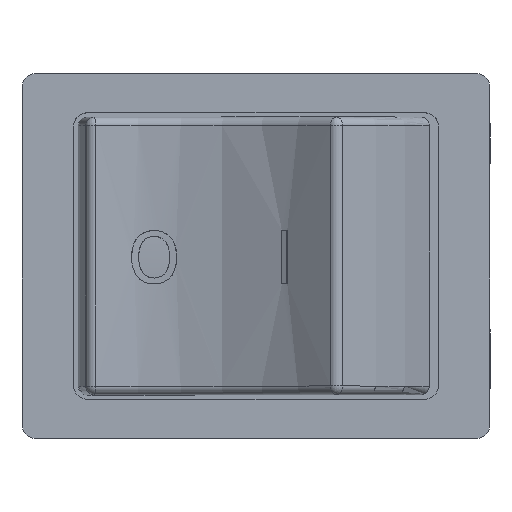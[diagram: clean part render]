
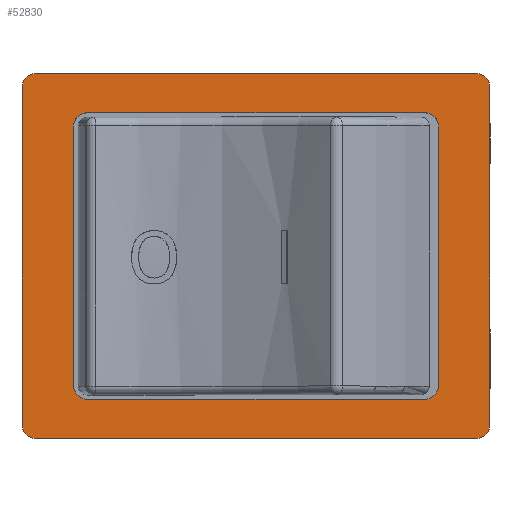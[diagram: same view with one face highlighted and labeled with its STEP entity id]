
A CAD part, top view. The second image highlights one B-rep face of the part: STEP entity #52830.
In plain terms, the highlighted planar face has unit normal (0, 0, 1).
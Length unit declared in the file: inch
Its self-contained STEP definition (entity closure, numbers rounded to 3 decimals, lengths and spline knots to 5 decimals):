
#52685=CARTESIAN_POINT('',(0.69291,0.54134,0.7874));
#52686=DIRECTION('',(0.0,0.0,1.0));
#52687=DIRECTION('',(1.0,0.0,0.0));
#52688=AXIS2_PLACEMENT_3D('',#52685,#52686,#52687);
#52689=PLANE('',#52688);
#52690=CARTESIAN_POINT('',(0.62992,-0.45276,0.7874));
#52691=VERTEX_POINT('',#52690);
#52692=CARTESIAN_POINT('',(0.59055,-0.49213,0.7874));
#52693=VERTEX_POINT('',#52692);
#52694=CARTESIAN_POINT('',(0.59055,-0.45276,0.7874));
#52695=DIRECTION('',(0.0,0.0,-1.0));
#52696=DIRECTION('',(0.707,-0.707,0.0));
#52697=AXIS2_PLACEMENT_3D('',#52694,#52695,#52696);
#52698=CIRCLE('',#52697,0.03937);
#52699=EDGE_CURVE('',#52691,#52693,#52698,.T.);
#52700=ORIENTED_EDGE('',*,*,#52699,.F.);
#52701=CARTESIAN_POINT('',(0.62992,0.45276,0.7874));
#52702=VERTEX_POINT('',#52701);
#52703=CARTESIAN_POINT('',(0.62992,0.45276,0.7874));
#52704=DIRECTION('',(0.0,-1.0,0.0));
#52705=VECTOR('',#52704,0.90551);
#52706=LINE('',#52703,#52705);
#52707=EDGE_CURVE('',#52702,#52691,#52706,.T.);
#52708=ORIENTED_EDGE('',*,*,#52707,.F.);
#52709=CARTESIAN_POINT('',(0.59055,0.49213,0.7874));
#52710=VERTEX_POINT('',#52709);
#52711=CARTESIAN_POINT('',(0.59055,0.45276,0.7874));
#52712=DIRECTION('',(0.0,0.0,-1.0));
#52713=DIRECTION('',(0.707,0.707,0.0));
#52714=AXIS2_PLACEMENT_3D('',#52711,#52712,#52713);
#52715=CIRCLE('',#52714,0.03937);
#52716=EDGE_CURVE('',#52710,#52702,#52715,.T.);
#52717=ORIENTED_EDGE('',*,*,#52716,.F.);
#52718=CARTESIAN_POINT('',(-0.59055,0.49213,0.7874));
#52719=VERTEX_POINT('',#52718);
#52720=CARTESIAN_POINT('',(-0.59055,0.49213,0.7874));
#52721=DIRECTION('',(1.0,0.0,0.0));
#52722=VECTOR('',#52721,1.1811);
#52723=LINE('',#52720,#52722);
#52724=EDGE_CURVE('',#52719,#52710,#52723,.T.);
#52725=ORIENTED_EDGE('',*,*,#52724,.F.);
#52726=CARTESIAN_POINT('',(-0.62992,0.45276,0.7874));
#52727=VERTEX_POINT('',#52726);
#52728=CARTESIAN_POINT('',(-0.59055,0.45276,0.7874));
#52729=DIRECTION('',(0.0,0.0,-1.0));
#52730=DIRECTION('',(-0.707,0.707,0.0));
#52731=AXIS2_PLACEMENT_3D('',#52728,#52729,#52730);
#52732=CIRCLE('',#52731,0.03937);
#52733=EDGE_CURVE('',#52727,#52719,#52732,.T.);
#52734=ORIENTED_EDGE('',*,*,#52733,.F.);
#52735=CARTESIAN_POINT('',(-0.62992,-0.45276,0.7874));
#52736=VERTEX_POINT('',#52735);
#52737=CARTESIAN_POINT('',(-0.62992,-0.45276,0.7874));
#52738=DIRECTION('',(0.0,1.0,0.0));
#52739=VECTOR('',#52738,0.90551);
#52740=LINE('',#52737,#52739);
#52741=EDGE_CURVE('',#52736,#52727,#52740,.T.);
#52742=ORIENTED_EDGE('',*,*,#52741,.F.);
#52743=CARTESIAN_POINT('',(-0.59055,-0.49213,0.7874));
#52744=VERTEX_POINT('',#52743);
#52745=CARTESIAN_POINT('',(-0.59055,-0.45276,0.7874));
#52746=DIRECTION('',(0.0,0.0,-1.0));
#52747=DIRECTION('',(-0.707,-0.707,0.0));
#52748=AXIS2_PLACEMENT_3D('',#52745,#52746,#52747);
#52749=CIRCLE('',#52748,0.03937);
#52750=EDGE_CURVE('',#52744,#52736,#52749,.T.);
#52751=ORIENTED_EDGE('',*,*,#52750,.F.);
#52752=CARTESIAN_POINT('',(0.59055,-0.49213,0.7874));
#52753=DIRECTION('',(-1.0,0.0,0.0));
#52754=VECTOR('',#52753,1.1811);
#52755=LINE('',#52752,#52754);
#52756=EDGE_CURVE('',#52693,#52744,#52755,.T.);
#52757=ORIENTED_EDGE('',*,*,#52756,.F.);
#52758=EDGE_LOOP('',(#52700,#52708,#52717,#52725,#52734,#52742,#52751,#52757));
#52759=FACE_OUTER_BOUND('',#52758,.T.);
#52760=CARTESIAN_POINT('',(0.49213,0.34646,0.7874));
#52761=VERTEX_POINT('',#52760);
#52762=CARTESIAN_POINT('',(0.49213,-0.34646,0.7874));
#52763=VERTEX_POINT('',#52762);
#52764=CARTESIAN_POINT('',(0.49213,0.34646,0.7874));
#52765=DIRECTION('',(0.0,-1.0,0.0));
#52766=VECTOR('',#52765,0.69291);
#52767=LINE('',#52764,#52766);
#52768=EDGE_CURVE('',#52761,#52763,#52767,.T.);
#52769=ORIENTED_EDGE('',*,*,#52768,.T.);
#52770=CARTESIAN_POINT('',(0.45276,-0.38583,0.7874));
#52771=VERTEX_POINT('',#52770);
#52772=CARTESIAN_POINT('',(0.45276,-0.34646,0.7874));
#52773=DIRECTION('',(0.0,0.0,1.0));
#52774=DIRECTION('',(0.707,-0.707,0.0));
#52775=AXIS2_PLACEMENT_3D('',#52772,#52773,#52774);
#52776=CIRCLE('',#52775,0.03937);
#52777=EDGE_CURVE('',#52771,#52763,#52776,.T.);
#52778=ORIENTED_EDGE('',*,*,#52777,.F.);
#52779=CARTESIAN_POINT('',(-0.45276,-0.38583,0.7874));
#52780=VERTEX_POINT('',#52779);
#52781=CARTESIAN_POINT('',(0.45276,-0.38583,0.7874));
#52782=DIRECTION('',(-1.0,0.0,0.0));
#52783=VECTOR('',#52782,0.90551);
#52784=LINE('',#52781,#52783);
#52785=EDGE_CURVE('',#52771,#52780,#52784,.T.);
#52786=ORIENTED_EDGE('',*,*,#52785,.T.);
#52787=CARTESIAN_POINT('',(-0.49213,-0.34646,0.7874));
#52788=VERTEX_POINT('',#52787);
#52789=CARTESIAN_POINT('',(-0.45276,-0.34646,0.7874));
#52790=DIRECTION('',(0.0,0.0,1.0));
#52791=DIRECTION('',(-0.707,-0.707,0.0));
#52792=AXIS2_PLACEMENT_3D('',#52789,#52790,#52791);
#52793=CIRCLE('',#52792,0.03937);
#52794=EDGE_CURVE('',#52788,#52780,#52793,.T.);
#52795=ORIENTED_EDGE('',*,*,#52794,.F.);
#52796=CARTESIAN_POINT('',(-0.49213,0.34646,0.7874));
#52797=VERTEX_POINT('',#52796);
#52798=CARTESIAN_POINT('',(-0.49213,-0.34646,0.7874));
#52799=DIRECTION('',(0.0,1.0,0.0));
#52800=VECTOR('',#52799,0.69291);
#52801=LINE('',#52798,#52800);
#52802=EDGE_CURVE('',#52788,#52797,#52801,.T.);
#52803=ORIENTED_EDGE('',*,*,#52802,.T.);
#52804=CARTESIAN_POINT('',(-0.45276,0.38583,0.7874));
#52805=VERTEX_POINT('',#52804);
#52806=CARTESIAN_POINT('',(-0.45276,0.34646,0.7874));
#52807=DIRECTION('',(0.0,0.0,1.0));
#52808=DIRECTION('',(-0.707,0.707,0.0));
#52809=AXIS2_PLACEMENT_3D('',#52806,#52807,#52808);
#52810=CIRCLE('',#52809,0.03937);
#52811=EDGE_CURVE('',#52805,#52797,#52810,.T.);
#52812=ORIENTED_EDGE('',*,*,#52811,.F.);
#52813=CARTESIAN_POINT('',(0.45276,0.38583,0.7874));
#52814=VERTEX_POINT('',#52813);
#52815=CARTESIAN_POINT('',(-0.45276,0.38583,0.7874));
#52816=DIRECTION('',(1.0,0.0,0.0));
#52817=VECTOR('',#52816,0.90551);
#52818=LINE('',#52815,#52817);
#52819=EDGE_CURVE('',#52805,#52814,#52818,.T.);
#52820=ORIENTED_EDGE('',*,*,#52819,.T.);
#52821=CARTESIAN_POINT('',(0.45276,0.34646,0.7874));
#52822=DIRECTION('',(0.0,0.0,1.0));
#52823=DIRECTION('',(0.707,0.707,0.0));
#52824=AXIS2_PLACEMENT_3D('',#52821,#52822,#52823);
#52825=CIRCLE('',#52824,0.03937);
#52826=EDGE_CURVE('',#52761,#52814,#52825,.T.);
#52827=ORIENTED_EDGE('',*,*,#52826,.F.);
#52828=EDGE_LOOP('',(#52769,#52778,#52786,#52795,#52803,#52812,#52820,#52827));
#52829=FACE_BOUND('',#52828,.T.);
#52830=ADVANCED_FACE('',(#52759,#52829),#52689,.T.);
